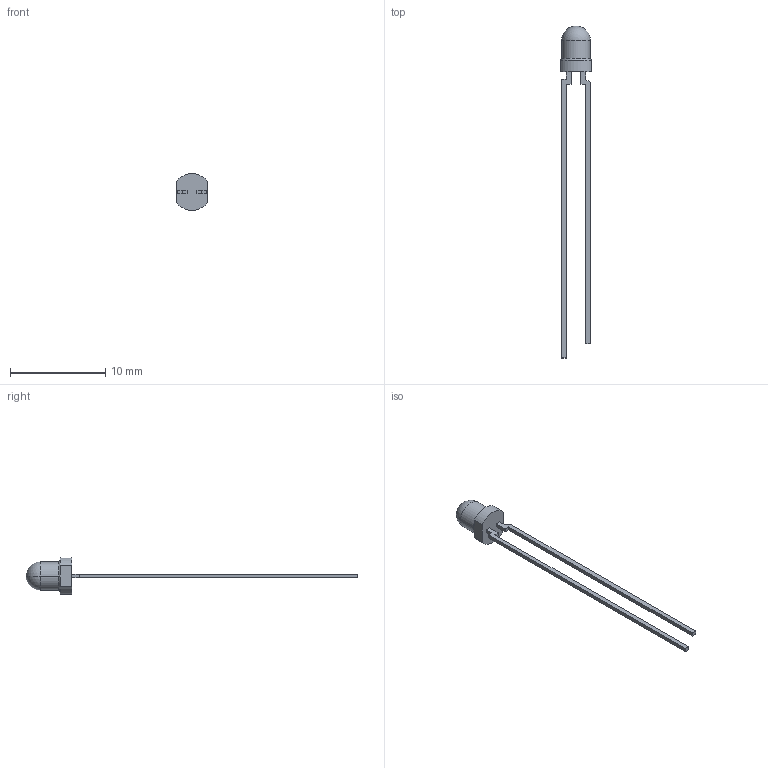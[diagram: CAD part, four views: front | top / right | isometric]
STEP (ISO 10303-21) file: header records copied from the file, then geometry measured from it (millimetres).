
FILE_DESCRIPTION (( 'STEP AP214' ), '1' );
FILE_NAME ('TEFT4300.STEP', '2023-12-26T15:50:59', ( '' ), ( '' ), 'SwSTEP 2.0', 'SolidWorks 2021', '' );
FILE_SCHEMA (( 'AUTOMOTIVE_DESIGN' ));
Length unit declared in the file: millimetre
Products named in the file (1): TEFT4300
Bounding box: 3.2 x 34.9 x 3.89 mm (x, y, z)
Volume: 47 mm3; surface area: 170.2 mm2
Topology: 3 solids, 3 shells, 33 faces, 82 edges, 53 vertices
Faces by surface type: plane 25, cylinder 4, sphere 2, torus 2
Entity records: 1006 total; most frequent: CARTESIAN_POINT 183, ORIENTED_EDGE 156, DIRECTION 156, EDGE_CURVE 78, VECTOR 60, LINE 60, VERTEX_POINT 51, AXIS2_PLACEMENT_3D 48
